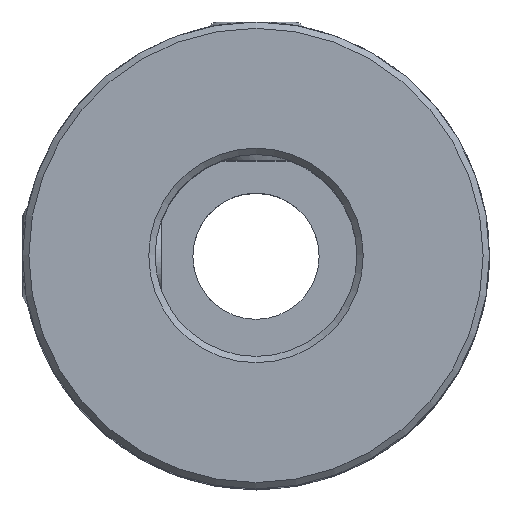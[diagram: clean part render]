
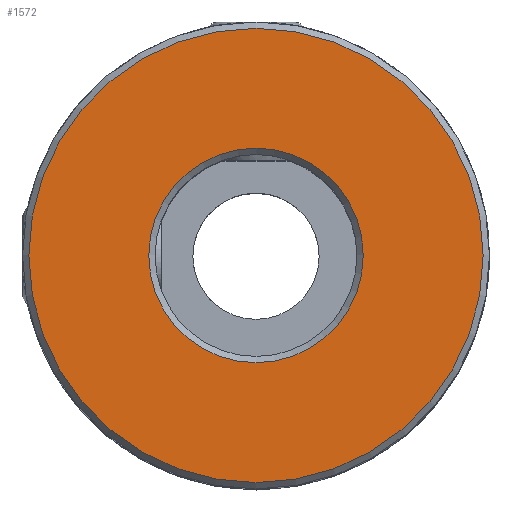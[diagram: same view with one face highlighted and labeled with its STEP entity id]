
A CAD part, top view. The second image highlights one B-rep face of the part: STEP entity #1572.
In plain terms, the highlighted planar face has unit normal (0, 0, 1).
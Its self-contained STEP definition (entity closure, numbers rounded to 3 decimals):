
#62=PLANE('',#1668);
#113=CIRCLE('',#1669,9.);
#114=CIRCLE('',#1670,4.25);
#325=ORIENTED_EDGE('',*,*,#603,.T.);
#326=ORIENTED_EDGE('',*,*,#604,.T.);
#603=EDGE_CURVE('',#742,#742,#113,.F.);
#604=EDGE_CURVE('',#743,#743,#114,.T.);
#742=VERTEX_POINT('',#3418);
#743=VERTEX_POINT('',#3420);
#838=EDGE_LOOP('',(#325));
#839=EDGE_LOOP('',(#326));
#948=FACE_BOUND('',#838,.T.);
#949=FACE_BOUND('',#839,.T.);
#1572=ADVANCED_FACE('',(#948,#949),#62,.F.);
#1668=AXIS2_PLACEMENT_3D('',#3416,#1789,#1790);
#1669=AXIS2_PLACEMENT_3D('',#3417,#1791,#1792);
#1670=AXIS2_PLACEMENT_3D('',#3419,#1793,#1794);
#1789=DIRECTION('',(0.,0.,-1.));
#1790=DIRECTION('',(-1.,0.,0.));
#1791=DIRECTION('',(0.,0.,-1.));
#1792=DIRECTION('',(-1.,0.,0.));
#1793=DIRECTION('',(0.,0.,-1.));
#1794=DIRECTION('',(-1.,0.,0.));
#3416=CARTESIAN_POINT('',(0.,0.,25.));
#3417=CARTESIAN_POINT('',(0.,0.,25.));
#3418=CARTESIAN_POINT('',(-9.,0.,25.));
#3419=CARTESIAN_POINT('',(0.,0.,25.));
#3420=CARTESIAN_POINT('',(-4.25,0.,25.));
